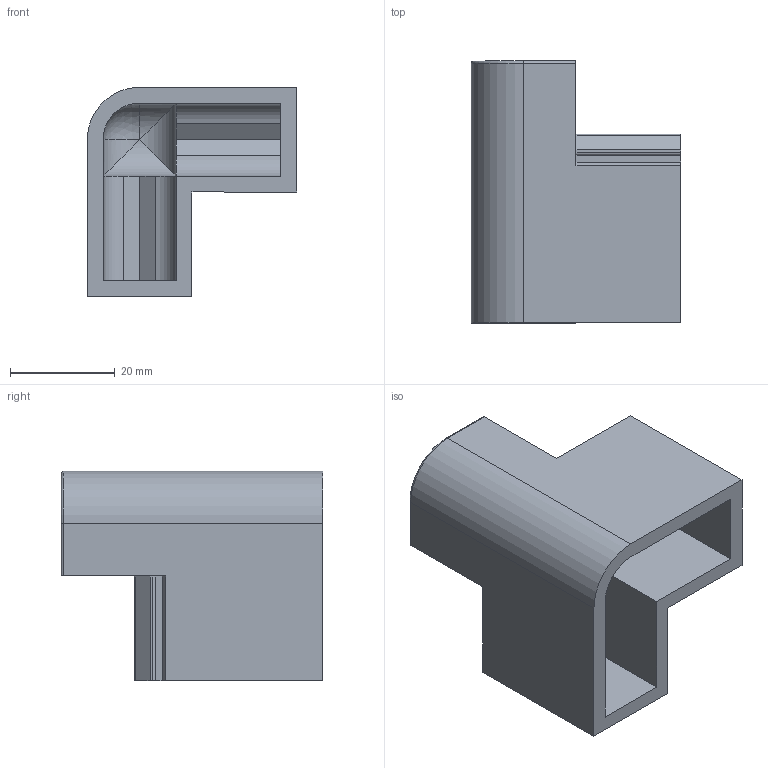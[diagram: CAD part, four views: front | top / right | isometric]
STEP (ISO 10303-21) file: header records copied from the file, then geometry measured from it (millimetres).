
FILE_DESCRIPTION (( 'STEP AP214' ), '1' );
FILE_NAME ('Pe.STEP', '2024-11-05T13:58:36', ( '' ), ( '' ), 'SwSTEP 2.0', 'SolidWorks 2022', '' );
FILE_SCHEMA (( 'AUTOMOTIVE_DESIGN' ));
Length unit declared in the file: millimetre
Products named in the file (1): Pe
Bounding box: 40 x 50 x 40 mm (x, y, z)
Volume: 21452.6 mm3; surface area: 13505 mm2
Topology: 1 solids, 1 shells, 70 faces, 187 edges, 119 vertices
Faces by surface type: plane 48, cylinder 20, torus 1, sphere 1
Entity records: 2179 total; most frequent: CARTESIAN_POINT 385, ORIENTED_EDGE 372, DIRECTION 360, EDGE_CURVE 186, LINE 148, VECTOR 148, VERTEX_POINT 119, AXIS2_PLACEMENT_3D 106
